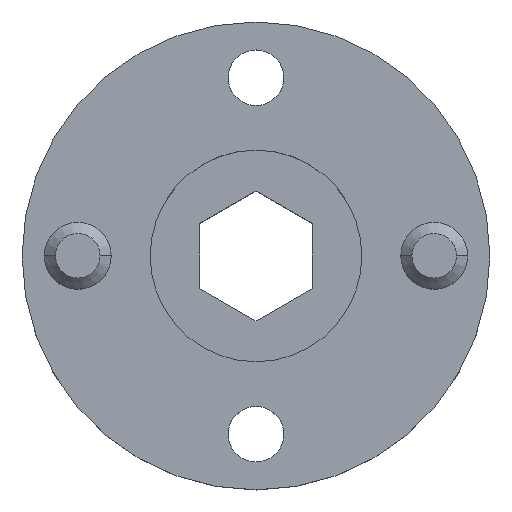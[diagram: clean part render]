
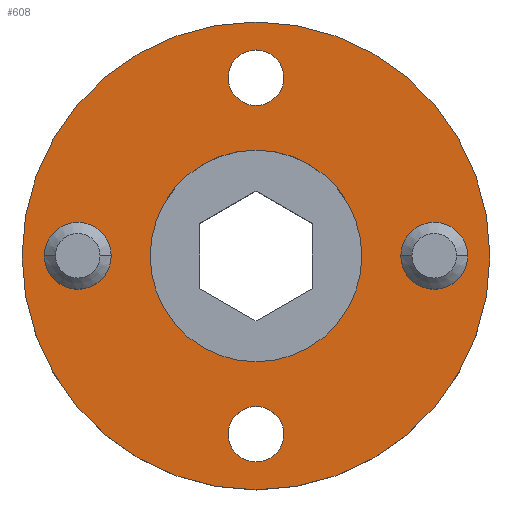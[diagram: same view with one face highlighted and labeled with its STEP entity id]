
A CAD part, top view. The second image highlights one B-rep face of the part: STEP entity #608.
In plain terms, the highlighted planar face has unit normal (0, 0, 1).
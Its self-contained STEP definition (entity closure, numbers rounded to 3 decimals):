
#4 = AXIS2_PLACEMENT_3D ( 'NONE', #269, #506, #916 ) ;
#18 = EDGE_CURVE ( 'NONE', #211, #640, #723, .T. ) ;
#25 = ORIENTED_EDGE ( 'NONE', *, *, #18, .T. ) ;
#32 = EDGE_CURVE ( 'NONE', #184, #163, #86, .T. ) ;
#51 = DIRECTION ( 'NONE',  ( 0., 0., -1. ) ) ;
#54 = DIRECTION ( 'NONE',  ( 0., -1., 0. ) ) ;
#64 = AXIS2_PLACEMENT_3D ( 'NONE', #463, #139, #456 ) ;
#67 = CARTESIAN_POINT ( 'NONE',  ( 0., -9.245, 0. ) ) ;
#78 = ORIENTED_EDGE ( 'NONE', *, *, #990, .T. ) ;
#80 = CARTESIAN_POINT ( 'NONE',  ( -8., -1.5, 0. ) ) ;
#83 = CIRCLE ( 'NONE', #4, 1.245 ) ;
#86 = CIRCLE ( 'NONE', #64, 1.5 ) ;
#87 = VERTEX_POINT ( 'NONE', #685 ) ;
#92 = DIRECTION ( 'NONE',  ( 0., 0., -1. ) ) ;
#101 = EDGE_CURVE ( 'NONE', #799, #87, #119, .T. ) ;
#111 = VERTEX_POINT ( 'NONE', #389 ) ;
#119 = CIRCLE ( 'NONE', #662, 1.245 ) ;
#139 = DIRECTION ( 'NONE',  ( 0., 0., -1. ) ) ;
#162 = AXIS2_PLACEMENT_3D ( 'NONE', #774, #390, #930 ) ;
#163 = VERTEX_POINT ( 'NONE', #705 ) ;
#165 = DIRECTION ( 'NONE',  ( 0., -1., 0. ) ) ;
#168 = FACE_BOUND ( 'NONE', #398, .T. ) ;
#184 = VERTEX_POINT ( 'NONE', #707 ) ;
#211 = VERTEX_POINT ( 'NONE', #497 ) ;
#212 = VERTEX_POINT ( 'NONE', #342 ) ;
#215 = PLANE ( 'NONE',  #270 ) ;
#232 = DIRECTION ( 'NONE',  ( 0., 0., -1. ) ) ;
#237 = EDGE_CURVE ( 'NONE', #163, #184, #797, .T. ) ;
#238 = ORIENTED_EDGE ( 'NONE', *, *, #101, .T. ) ;
#246 = CIRCLE ( 'NONE', #162, 10.5 ) ;
#252 = AXIS2_PLACEMENT_3D ( 'NONE', #864, #232, #484 ) ;
#269 = CARTESIAN_POINT ( 'NONE',  ( 0., 8., 0. ) ) ;
#270 = AXIS2_PLACEMENT_3D ( 'NONE', #770, #302, #388 ) ;
#271 = CARTESIAN_POINT ( 'NONE',  ( 0., -4.75, 0. ) ) ;
#278 = EDGE_LOOP ( 'NONE', ( #556, #369 ) ) ;
#281 = DIRECTION ( 'NONE',  ( 0., -1., 0. ) ) ;
#285 = CIRCLE ( 'NONE', #365, 4.75 ) ;
#299 = FACE_OUTER_BOUND ( 'NONE', #737, .T. ) ;
#302 = DIRECTION ( 'NONE',  ( 0., 0., 1. ) ) ;
#319 = EDGE_LOOP ( 'NONE', ( #78, #371 ) ) ;
#322 = DIRECTION ( 'NONE',  ( 0., -1., 0. ) ) ;
#324 = FACE_BOUND ( 'NONE', #911, .T. ) ;
#340 = VERTEX_POINT ( 'NONE', #271 ) ;
#342 = CARTESIAN_POINT ( 'NONE',  ( 0., 4.75, 0. ) ) ;
#348 = DIRECTION ( 'NONE',  ( 0., 1., 0. ) ) ;
#365 = AXIS2_PLACEMENT_3D ( 'NONE', #571, #92, #348 ) ;
#369 = ORIENTED_EDGE ( 'NONE', *, *, #647, .T. ) ;
#371 = ORIENTED_EDGE ( 'NONE', *, *, #838, .T. ) ;
#374 = DIRECTION ( 'NONE',  ( 0., 1., 0. ) ) ;
#388 = DIRECTION ( 'NONE',  ( 0., -1., 0. ) ) ;
#389 = CARTESIAN_POINT ( 'NONE',  ( 0., 10.5, 0. ) ) ;
#390 = DIRECTION ( 'NONE',  ( 0., 0., 1. ) ) ;
#394 = FACE_BOUND ( 'NONE', #810, .T. ) ;
#398 = EDGE_LOOP ( 'NONE', ( #813, #765 ) ) ;
#405 = AXIS2_PLACEMENT_3D ( 'NONE', #601, #903, #281 ) ;
#424 = EDGE_CURVE ( 'NONE', #640, #211, #947, .T. ) ;
#455 = ORIENTED_EDGE ( 'NONE', *, *, #424, .T. ) ;
#456 = DIRECTION ( 'NONE',  ( 0., -1., 0. ) ) ;
#463 = CARTESIAN_POINT ( 'NONE',  ( 8., 0., 0. ) ) ;
#484 = DIRECTION ( 'NONE',  ( 0., -1., 0. ) ) ;
#485 = CIRCLE ( 'NONE', #914, 4.75 ) ;
#497 = CARTESIAN_POINT ( 'NONE',  ( 0., -6.755, 0. ) ) ;
#506 = DIRECTION ( 'NONE',  ( 0., 0., -1. ) ) ;
#508 = CIRCLE ( 'NONE', #839, 10.5 ) ;
#534 = DIRECTION ( 'NONE',  ( 0., 0., 1. ) ) ;
#537 = CARTESIAN_POINT ( 'NONE',  ( 0., -8., 0. ) ) ;
#543 = CARTESIAN_POINT ( 'NONE',  ( -8., 1.5, 0. ) ) ;
#546 = VERTEX_POINT ( 'NONE', #543 ) ;
#556 = ORIENTED_EDGE ( 'NONE', *, *, #772, .T. ) ;
#567 = ORIENTED_EDGE ( 'NONE', *, *, #614, .T. ) ;
#571 = CARTESIAN_POINT ( 'NONE',  ( 0., 0., 0. ) ) ;
#601 = CARTESIAN_POINT ( 'NONE',  ( 0., -8., 0. ) ) ;
#607 = EDGE_CURVE ( 'NONE', #111, #616, #508, .T. ) ;
#608 = ADVANCED_FACE ( 'NONE', ( #710, #168, #735, #394, #324, #299 ), #215, .T. ) ;
#614 = EDGE_CURVE ( 'NONE', #616, #111, #246, .T. ) ;
#616 = VERTEX_POINT ( 'NONE', #622 ) ;
#622 = CARTESIAN_POINT ( 'NONE',  ( 0., -10.5, 0. ) ) ;
#639 = CARTESIAN_POINT ( 'NONE',  ( 8., 0., 0. ) ) ;
#640 = VERTEX_POINT ( 'NONE', #67 ) ;
#647 = EDGE_CURVE ( 'NONE', #546, #769, #982, .T. ) ;
#658 = DIRECTION ( 'NONE',  ( 0., 0., -1. ) ) ;
#662 = AXIS2_PLACEMENT_3D ( 'NONE', #852, #1017, #1019 ) ;
#685 = CARTESIAN_POINT ( 'NONE',  ( 0., 6.755, 0. ) ) ;
#687 = CARTESIAN_POINT ( 'NONE',  ( -8., 0., 0. ) ) ;
#705 = CARTESIAN_POINT ( 'NONE',  ( 8., 1.5, 0. ) ) ;
#707 = CARTESIAN_POINT ( 'NONE',  ( 8., -1.5, 0. ) ) ;
#710 = FACE_BOUND ( 'NONE', #319, .T. ) ;
#716 = DIRECTION ( 'NONE',  ( 0., 0., -1. ) ) ;
#723 = CIRCLE ( 'NONE', #744, 1.245 ) ;
#731 = CARTESIAN_POINT ( 'NONE',  ( 0., 0., 0. ) ) ;
#735 = FACE_BOUND ( 'NONE', #278, .T. ) ;
#737 = EDGE_LOOP ( 'NONE', ( #950, #567 ) ) ;
#741 = AXIS2_PLACEMENT_3D ( 'NONE', #687, #851, #322 ) ;
#744 = AXIS2_PLACEMENT_3D ( 'NONE', #537, #51, #54 ) ;
#765 = ORIENTED_EDGE ( 'NONE', *, *, #237, .T. ) ;
#769 = VERTEX_POINT ( 'NONE', #80 ) ;
#770 = CARTESIAN_POINT ( 'NONE',  ( 0., 10.5, 0. ) ) ;
#772 = EDGE_CURVE ( 'NONE', #769, #546, #866, .T. ) ;
#774 = CARTESIAN_POINT ( 'NONE',  ( 0., 0., 0. ) ) ;
#797 = CIRCLE ( 'NONE', #942, 1.5 ) ;
#799 = VERTEX_POINT ( 'NONE', #868 ) ;
#810 = EDGE_LOOP ( 'NONE', ( #455, #25 ) ) ;
#813 = ORIENTED_EDGE ( 'NONE', *, *, #32, .T. ) ;
#838 = EDGE_CURVE ( 'NONE', #340, #212, #285, .T. ) ;
#839 = AXIS2_PLACEMENT_3D ( 'NONE', #843, #534, #923 ) ;
#843 = CARTESIAN_POINT ( 'NONE',  ( 0., 0., 0. ) ) ;
#851 = DIRECTION ( 'NONE',  ( 0., 0., -1. ) ) ;
#852 = CARTESIAN_POINT ( 'NONE',  ( 0., 8., 0. ) ) ;
#864 = CARTESIAN_POINT ( 'NONE',  ( -8., 0., 0. ) ) ;
#866 = CIRCLE ( 'NONE', #252, 1.5 ) ;
#868 = CARTESIAN_POINT ( 'NONE',  ( 0., 9.245, 0. ) ) ;
#903 = DIRECTION ( 'NONE',  ( 0., 0., -1. ) ) ;
#911 = EDGE_LOOP ( 'NONE', ( #1024, #238 ) ) ;
#914 = AXIS2_PLACEMENT_3D ( 'NONE', #731, #658, #374 ) ;
#916 = DIRECTION ( 'NONE',  ( 0., -1., 0. ) ) ;
#923 = DIRECTION ( 'NONE',  ( 0., 1., 0. ) ) ;
#930 = DIRECTION ( 'NONE',  ( 0., 1., 0. ) ) ;
#942 = AXIS2_PLACEMENT_3D ( 'NONE', #639, #716, #165 ) ;
#947 = CIRCLE ( 'NONE', #405, 1.245 ) ;
#950 = ORIENTED_EDGE ( 'NONE', *, *, #607, .T. ) ;
#982 = CIRCLE ( 'NONE', #741, 1.5 ) ;
#990 = EDGE_CURVE ( 'NONE', #212, #340, #485, .T. ) ;
#1005 = EDGE_CURVE ( 'NONE', #87, #799, #83, .T. ) ;
#1017 = DIRECTION ( 'NONE',  ( 0., 0., -1. ) ) ;
#1019 = DIRECTION ( 'NONE',  ( 0., -1., 0. ) ) ;
#1024 = ORIENTED_EDGE ( 'NONE', *, *, #1005, .T. ) ;
